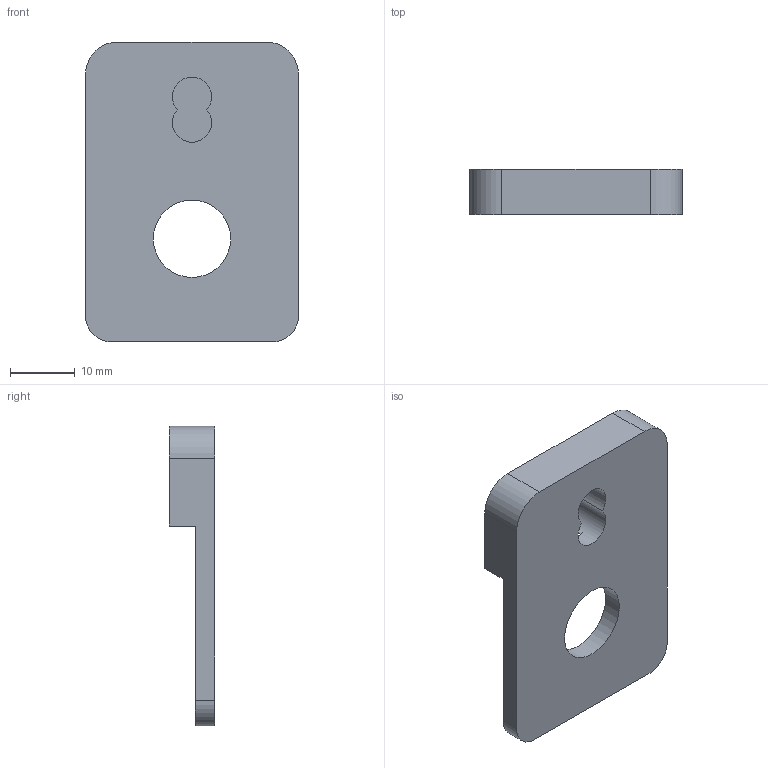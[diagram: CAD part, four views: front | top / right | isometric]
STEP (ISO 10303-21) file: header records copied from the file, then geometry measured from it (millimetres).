
FILE_DESCRIPTION(/* description */ ('Unknown'),/* implementation_level */ '2;1');
FILE_NAME(/* name */ 'T-0000341-Adapterplatte-30-Digitalanzeige',/* time_stamp */ '2020-04-02T16:48:47+02:00',/* author */ ('Unknown'),/* organization */ ('Unknown'),/* preprocessor_version */ 'ST-DEVELOPER v16.7',/* originating_system */ 'Solid Edge',/* authorisation */ 'Unknown');
FILE_SCHEMA (('AUTOMOTIVE_DESIGN {1 0 10303 214 3 1 1}'));
Length unit declared in the file: millimetre
Products named in the file (1): T-0000341-Adapterplatte-30-Digitalanzeige-dy
Bounding box: 33 x 7 x 46.5 mm (x, y, z)
Volume: 5878.3 mm3; surface area: 3918.8 mm2
Topology: 1 solids, 1 shells, 16 faces, 46 edges, 31 vertices
Faces by surface type: plane 9, cylinder 7
Full cylindrical faces by diameter (mm): 12 x1
Entity records: 558 total; most frequent: DIRECTION 94, CARTESIAN_POINT 91, ORIENTED_EDGE 88, EDGE_CURVE 44, AXIS2_PLACEMENT_3D 33, VERTEX_POINT 30, LINE 28, VECTOR 28
